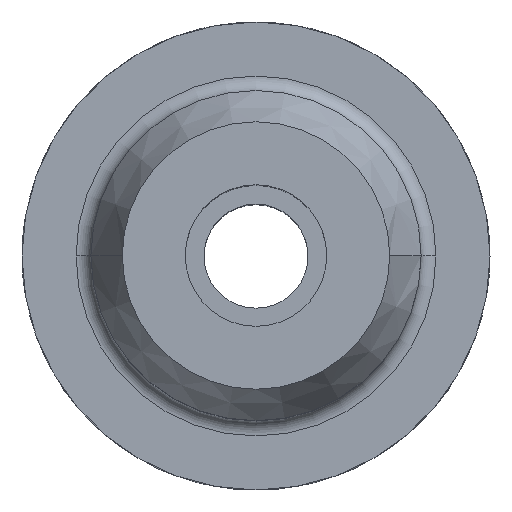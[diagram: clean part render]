
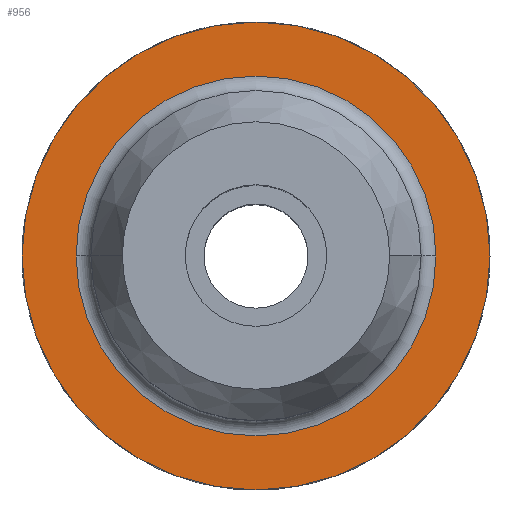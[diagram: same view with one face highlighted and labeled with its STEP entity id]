
A CAD part, top view. The second image highlights one B-rep face of the part: STEP entity #956.
In plain terms, the highlighted planar face has unit normal (0, 0, 1).
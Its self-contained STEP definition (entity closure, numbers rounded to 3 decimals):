
#14 = CIRCLE ( 'NONE', #796, 24.225 ) ;
#19 = CARTESIAN_POINT ( 'NONE',  ( 31.5, 0., 27. ) ) ;
#25 = CARTESIAN_POINT ( 'NONE',  ( 24.225, 0., 27. ) ) ;
#51 = DIRECTION ( 'NONE',  ( -1., 0., 0. ) ) ;
#75 = CIRCLE ( 'NONE', #399, 24.225 ) ;
#77 = AXIS2_PLACEMENT_3D ( 'NONE', #1184, #472, #1439 ) ;
#84 = VERTEX_POINT ( 'NONE', #790 ) ;
#87 = PLANE ( 'NONE',  #356 ) ;
#90 = AXIS2_PLACEMENT_3D ( 'NONE', #764, #163, #185 ) ;
#141 = ORIENTED_EDGE ( 'NONE', *, *, #149, .F. ) ;
#149 = EDGE_CURVE ( 'NONE', #484, #84, #331, .T. ) ;
#163 = DIRECTION ( 'NONE',  ( 0., 0., -1. ) ) ;
#185 = DIRECTION ( 'NONE',  ( -1., 0., 0. ) ) ;
#210 = CARTESIAN_POINT ( 'NONE',  ( 0., 0., 27. ) ) ;
#303 = CARTESIAN_POINT ( 'NONE',  ( -24.225, 0., 27. ) ) ;
#306 = CARTESIAN_POINT ( 'NONE',  ( 0., 22.225, 27. ) ) ;
#331 = CIRCLE ( 'NONE', #77, 31.5 ) ;
#356 = AXIS2_PLACEMENT_3D ( 'NONE', #306, #888, #51 ) ;
#399 = AXIS2_PLACEMENT_3D ( 'NONE', #210, #436, #1393 ) ;
#436 = DIRECTION ( 'NONE',  ( 0., 0., -1. ) ) ;
#453 = VERTEX_POINT ( 'NONE', #25 ) ;
#472 = DIRECTION ( 'NONE',  ( 0., 0., -1. ) ) ;
#484 = VERTEX_POINT ( 'NONE', #19 ) ;
#580 = FACE_OUTER_BOUND ( 'NONE', #975, .T. ) ;
#746 = VERTEX_POINT ( 'NONE', #303 ) ;
#764 = CARTESIAN_POINT ( 'NONE',  ( 0., 0., 27. ) ) ;
#790 = CARTESIAN_POINT ( 'NONE',  ( -31.5, 0., 27. ) ) ;
#796 = AXIS2_PLACEMENT_3D ( 'NONE', #1470, #1120, #1112 ) ;
#823 = ORIENTED_EDGE ( 'NONE', *, *, #978, .F. ) ;
#888 = DIRECTION ( 'NONE',  ( 0., 0., -1. ) ) ;
#956 = ADVANCED_FACE ( 'NONE', ( #1381, #580 ), #87, .F. ) ;
#975 = EDGE_LOOP ( 'NONE', ( #823, #141 ) ) ;
#978 = EDGE_CURVE ( 'NONE', #84, #484, #1018, .T. ) ;
#1000 = EDGE_CURVE ( 'NONE', #453, #746, #75, .T. ) ;
#1018 = CIRCLE ( 'NONE', #90, 31.5 ) ;
#1072 = ORIENTED_EDGE ( 'NONE', *, *, #1000, .T. ) ;
#1088 = EDGE_CURVE ( 'NONE', #746, #453, #14, .T. ) ;
#1112 = DIRECTION ( 'NONE',  ( -1., 0., 0. ) ) ;
#1120 = DIRECTION ( 'NONE',  ( 0., 0., -1. ) ) ;
#1184 = CARTESIAN_POINT ( 'NONE',  ( 0., 0., 27. ) ) ;
#1381 = FACE_BOUND ( 'NONE', #1437, .T. ) ;
#1393 = DIRECTION ( 'NONE',  ( -1., 0., 0. ) ) ;
#1437 = EDGE_LOOP ( 'NONE', ( #1471, #1072 ) ) ;
#1439 = DIRECTION ( 'NONE',  ( -1., 0., 0. ) ) ;
#1470 = CARTESIAN_POINT ( 'NONE',  ( 0., 0., 27. ) ) ;
#1471 = ORIENTED_EDGE ( 'NONE', *, *, #1088, .T. ) ;
